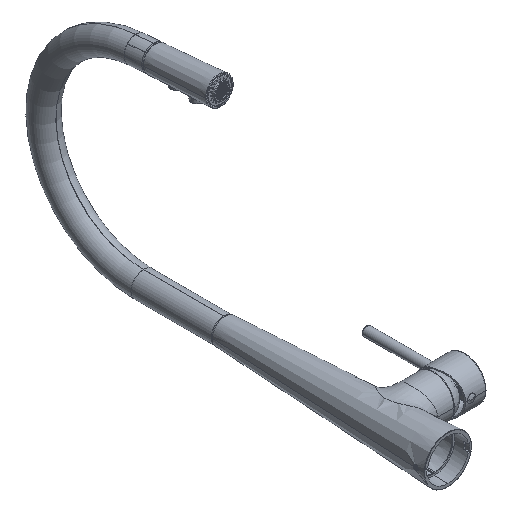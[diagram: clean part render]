
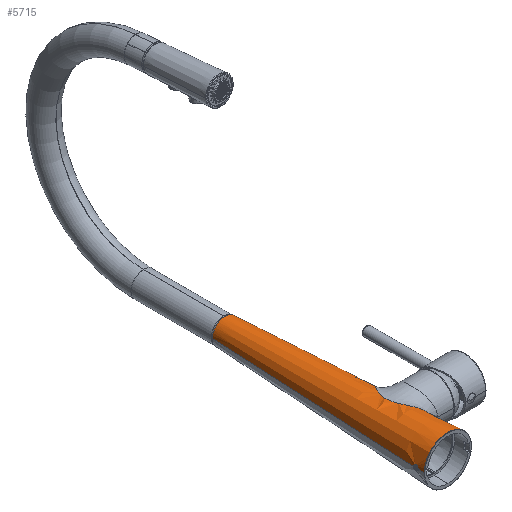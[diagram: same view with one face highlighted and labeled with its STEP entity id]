
A CAD part, isometric view. The second image highlights one B-rep face of the part: STEP entity #5715.
In plain terms, the highlighted conical face has half-angle 2.782 degrees and reference radius 20.327 mm.
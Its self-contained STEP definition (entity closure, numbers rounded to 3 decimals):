
#1=CARTESIAN_POINT('',(-26.039,7.424,0.));
#2=CARTESIAN_POINT('',(-26.039,7.421,0.281));
#3=CARTESIAN_POINT('',(-26.026,7.508,0.818));
#4=CARTESIAN_POINT('',(-25.971,7.887,1.59));
#5=CARTESIAN_POINT('',(-25.897,8.478,2.186));
#6=CARTESIAN_POINT('',(-25.825,9.216,2.566));
#7=CARTESIAN_POINT('',(-25.772,10.03,2.694));
#8=CARTESIAN_POINT('',(-25.746,10.834,2.564));
#9=CARTESIAN_POINT('',(-25.747,11.566,2.188));
#10=CARTESIAN_POINT('',(-25.763,12.151,1.602));
#11=CARTESIAN_POINT('',(-25.781,12.534,0.843));
#12=CARTESIAN_POINT('',(-25.786,12.626,0.292));
#13=CARTESIAN_POINT('',(-25.786,12.624,0.));
#15=DIRECTION('',(0.049,0.999,0.));
#16=VECTOR('',#15,237.248);
#17=CARTESIAN_POINT('',(-25.786,12.624,0.));
#18=LINE('',#17,#16);
#19=CARTESIAN_POINT('',(21.476,101.316,0.));
#20=CARTESIAN_POINT('',(21.476,101.316,0.228));
#21=CARTESIAN_POINT('',(21.464,101.308,1.009));
#22=CARTESIAN_POINT('',(21.384,101.255,2.183));
#23=CARTESIAN_POINT('',(21.207,101.139,3.51));
#24=CARTESIAN_POINT('',(21.004,101.003,4.593));
#25=CARTESIAN_POINT('',(20.733,100.821,5.73));
#26=CARTESIAN_POINT('',(20.301,100.525,7.202));
#27=CARTESIAN_POINT('',(19.619,100.043,8.972));
#28=CARTESIAN_POINT('',(18.961,99.555,10.29));
#29=CARTESIAN_POINT('',(18.225,98.992,11.601));
#30=CARTESIAN_POINT('',(17.324,98.28,13.014));
#31=CARTESIAN_POINT('',(16.276,97.39,14.328));
#32=CARTESIAN_POINT('',(15.131,96.363,15.602));
#33=CARTESIAN_POINT('',(14.466,95.737,16.256));
#34=CARTESIAN_POINT('',(13.299,94.579,17.297));
#35=CARTESIAN_POINT('',(12.55,93.798,17.894));
#36=CARTESIAN_POINT('',(11.398,92.515,18.715));
#37=CARTESIAN_POINT('',(10.493,91.453,19.301));
#38=CARTESIAN_POINT('',(9.523,90.226,19.856));
#39=CARTESIAN_POINT('',(8.474,88.821,20.405));
#40=CARTESIAN_POINT('',(7.756,87.777,20.738));
#41=CARTESIAN_POINT('',(6.757,86.228,21.164));
#42=CARTESIAN_POINT('',(6.13,85.184,21.407));
#43=CARTESIAN_POINT('',(4.983,83.082,21.811));
#44=CARTESIAN_POINT('',(4.166,81.379,22.063));
#45=CARTESIAN_POINT('',(3.259,79.114,22.322));
#46=CARTESIAN_POINT('',(2.508,76.909,22.528));
#47=CARTESIAN_POINT('',(2.029,74.938,22.668));
#48=CARTESIAN_POINT('',(1.69,72.929,22.794));
#49=CARTESIAN_POINT('',(1.54,71.596,22.869));
#50=CARTESIAN_POINT('',(1.485,69.854,22.957));
#51=CARTESIAN_POINT('',(1.544,68.06,23.041));
#52=CARTESIAN_POINT('',(1.721,66.621,23.099));
#53=CARTESIAN_POINT('',(2.024,64.916,23.157));
#54=CARTESIAN_POINT('',(2.366,63.429,23.2));
#55=CARTESIAN_POINT('',(3.159,60.898,23.232));
#56=CARTESIAN_POINT('',(3.978,58.944,23.204));
#57=CARTESIAN_POINT('',(5.264,56.353,23.079));
#58=CARTESIAN_POINT('',(6.254,54.677,22.922));
#59=CARTESIAN_POINT('',(7.846,52.326,22.543));
#60=CARTESIAN_POINT('',(9.213,50.516,22.133));
#61=CARTESIAN_POINT('',(10.867,48.607,21.459));
#62=CARTESIAN_POINT('',(12.72,46.646,20.549));
#63=CARTESIAN_POINT('',(14.123,45.324,19.686));
#64=CARTESIAN_POINT('',(15.906,43.771,18.362));
#65=CARTESIAN_POINT('',(17.316,42.626,17.16));
#66=CARTESIAN_POINT('',(18.691,41.612,15.676));
#67=CARTESIAN_POINT('',(19.884,40.774,14.209));
#68=CARTESIAN_POINT('',(20.93,40.078,12.723));
#69=CARTESIAN_POINT('',(21.796,39.538,11.169));
#70=CARTESIAN_POINT('',(22.547,39.084,9.631));
#71=CARTESIAN_POINT('',(23.252,38.673,7.926));
#72=CARTESIAN_POINT('',(23.745,38.4,6.234));
#73=CARTESIAN_POINT('',(24.047,38.234,4.926));
#74=CARTESIAN_POINT('',(24.229,38.135,4.013));
#75=CARTESIAN_POINT('',(24.44,38.022,2.518));
#76=CARTESIAN_POINT('',(24.539,37.97,1.176));
#77=CARTESIAN_POINT('',(24.555,37.961,0.284));
#78=CARTESIAN_POINT('',(24.555,37.961,0.));
#80=DIRECTION('',(0.049,0.999,0.));
#81=VECTOR('',#80,7.118);
#82=CARTESIAN_POINT('',(-26.385,0.315,0.));
#83=LINE('',#82,#81);
#643=CARTESIAN_POINT('',(0.,0.315,0.));
#644=DIRECTION('',(0.,1.,0.));
#645=DIRECTION('',(-1.,0.,0.));
#646=AXIS2_PLACEMENT_3D('',#643,#644,#645);
#677=DIRECTION('',(-0.049,0.999,0.));
#678=VECTOR('',#677,37.691);
#679=CARTESIAN_POINT('',(26.385,0.315,
0.));
#680=LINE('',#679,#678);
#742=DIRECTION('',(-0.049,0.999,0.));
#743=VECTOR('',#742,148.452);
#744=CARTESIAN_POINT('',(21.476,101.316,
0.));
#745=LINE('',#744,#743);
#4108=CARTESIAN_POINT('',(0.,249.593,0.));
#4109=DIRECTION('',(0.,-1.,0.));
#4110=DIRECTION('',(1.,0.,0.));
#4111=AXIS2_PLACEMENT_3D('',#4108,#4109,#4110);
#4728=VERTEX_POINT('',#19);
#4729=VERTEX_POINT('',#78);
#4732=VERTEX_POINT('',#1);
#4733=VERTEX_POINT('',#13);
#4734=CARTESIAN_POINT('',(-14.27,249.593,
0.));
#4735=VERTEX_POINT('',#4734);
#4736=CARTESIAN_POINT('',(14.27,249.593,
0.));
#4737=VERTEX_POINT('',#4736);
#4738=CARTESIAN_POINT('',(26.385,0.315,
0.));
#4739=VERTEX_POINT('',#4738);
#4740=CARTESIAN_POINT('',(-26.385,0.315,0.));
#4741=VERTEX_POINT('',#4740);
#5693=CARTESIAN_POINT('',(0.,124.954,0.));
#5694=DIRECTION('',(0.,-1.,0.));
#5695=DIRECTION('',(-1.,0.,0.));
#5696=AXIS2_PLACEMENT_3D('',#5693,#5694,#5695);
#5697=CONICAL_SURFACE('',#5696,20.327,2.782);
#5699=ORIENTED_EDGE('',*,*,#5698,.T.);
#5701=ORIENTED_EDGE('',*,*,#5700,.T.);
#5703=ORIENTED_EDGE('',*,*,#5702,.F.);
#5705=ORIENTED_EDGE('',*,*,#5704,.F.);
#5706=ORIENTED_EDGE('',*,*,#5682,.T.);
#5708=ORIENTED_EDGE('',*,*,#5707,.F.);
#5710=ORIENTED_EDGE('',*,*,#5709,.F.);
#5712=ORIENTED_EDGE('',*,*,#5711,.T.);
#5713=EDGE_LOOP('',(#5699,#5701,#5703,#5705,#5706,#5708,#5710,#5712));
#5714=FACE_OUTER_BOUND('',#5713,.F.);
#5715=ADVANCED_FACE('',(#5714),#5697,.T.);
#14=B_SPLINE_CURVE_WITH_KNOTS('',3,(#1,#2,#3,#4,#5,#6,#7,#8,#9,#10,#11,#12,#13),
.UNSPECIFIED.,.F.,.F.,(4,1,1,1,1,1,1,1,1,1,4),(0.,0.1,0.2,0.3,0.4,
0.5,0.6,0.7,0.8,0.9,1.),.UNSPECIFIED.);
#79=B_SPLINE_CURVE_WITH_KNOTS('',3,(#19,#20,#21,#22,#23,#24,#25,#26,#27,#28,#29,
#30,#31,#32,#33,#34,#35,#36,#37,#38,#39,#40,#41,#42,#43,#44,#45,#46,#47,#48,#49,
#50,#51,#52,#53,#54,#55,#56,#57,#58,#59,#60,#61,#62,#63,#64,#65,#66,#67,#68,#69,
#70,#71,#72,#73,#74,#75,#76,#77,#78),.UNSPECIFIED.,.F.,.F.,(4,1,1,1,1,1,1,1,1,1,
1,1,1,1,1,1,1,1,1,1,1,1,1,1,1,1,1,1,1,1,1,1,1,1,1,1,1,1,1,1,1,1,1,1,1,1,1,1,1,1,
1,1,1,1,1,1,1,4),(0.,0.007,0.023,0.034,
0.045,0.055,0.068,0.091,
0.111,0.113,0.137,0.164,
0.168,0.195,0.196,0.224,
0.23,0.251,0.268,0.278,
0.305,0.306,0.333,0.34,
0.376,0.388,0.411,0.444,
0.447,0.47,0.482,0.497,
0.522,0.524,0.547,0.566,
0.601,0.609,0.65,0.657,
0.691,0.717,0.733,0.774,
0.778,0.811,0.836,0.843,
0.871,0.893,0.897,0.922,
0.947,0.948,0.961,0.974,
0.992,1.),.UNSPECIFIED.);
#647=CIRCLE('',#646,26.385);
#4112=CIRCLE('',#4111,14.27);
#5682=EDGE_CURVE('',#4728,#4729,#79,.T.);
#5698=EDGE_CURVE('',#4732,#4733,#14,.T.);
#5700=EDGE_CURVE('',#4733,#4735,#18,.T.);
#5702=EDGE_CURVE('',#4737,#4735,#4112,.T.);
#5704=EDGE_CURVE('',#4728,#4737,#745,.T.);
#5707=EDGE_CURVE('',#4739,#4729,#680,.T.);
#5709=EDGE_CURVE('',#4741,#4739,#647,.T.);
#5711=EDGE_CURVE('',#4741,#4732,#83,.T.);
